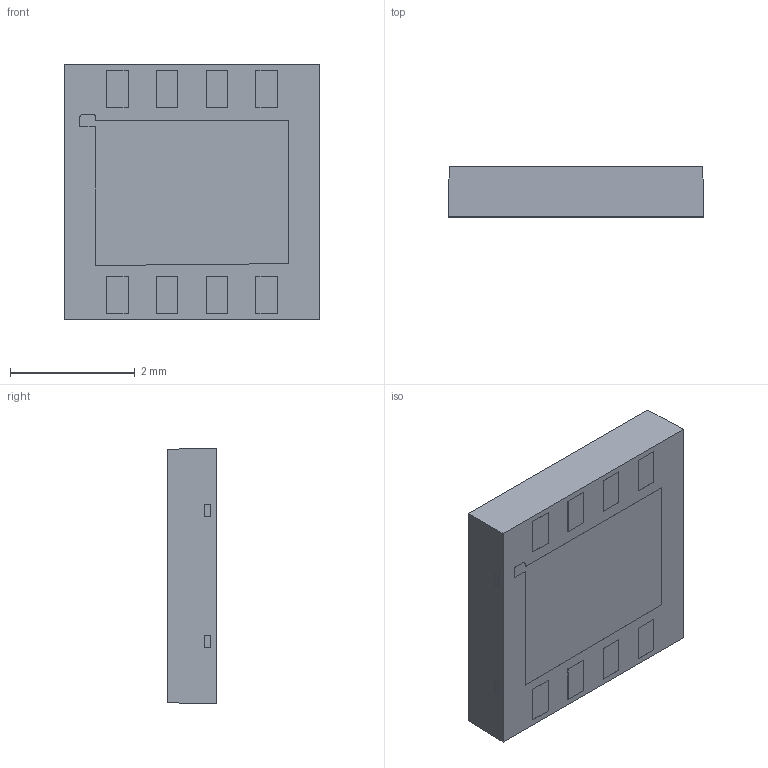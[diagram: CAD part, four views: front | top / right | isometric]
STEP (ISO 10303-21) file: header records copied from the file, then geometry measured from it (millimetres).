
FILE_DESCRIPTION (( 'STEP AP214' ), '1' );
FILE_NAME ('User Library-NGN0008A_LDC08A.STEP', '2018-08-31T22:22:52', ( '' ), ( '' ), 'SwSTEP 2.0', 'SolidWorks 2018', '' );
FILE_SCHEMA (( 'AUTOMOTIVE_DESIGN' ));
Length unit declared in the file: millimetre
Products named in the file (1): User Library-NGN0008A_LDC08A
Bounding box: 4.1 x 0.8 x 4.1 mm (x, y, z)
Volume: 13.4 mm3; surface area: 46.7 mm2
Topology: 1 solids, 1 shells, 149 faces, 372 edges, 248 vertices
Faces by surface type: plane 102, bspline 42, cylinder 5
Entity records: 7789 total; most frequent: CARTESIAN_POINT 3660, ORIENTED_EDGE 744, DIRECTION 514, EDGE_CURVE 372, LINE 278, VECTOR 278, VERTEX_POINT 248, EDGE_LOOP 172
